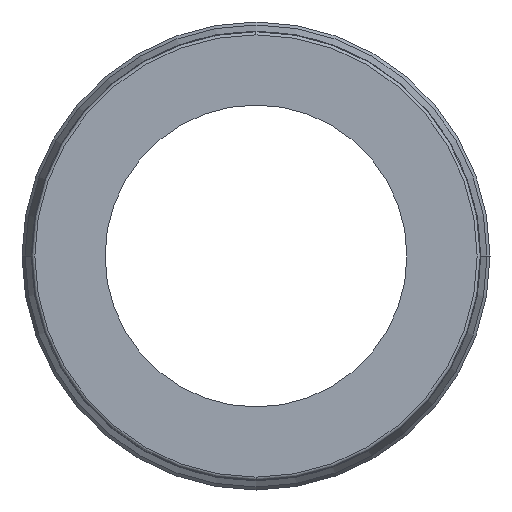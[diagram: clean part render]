
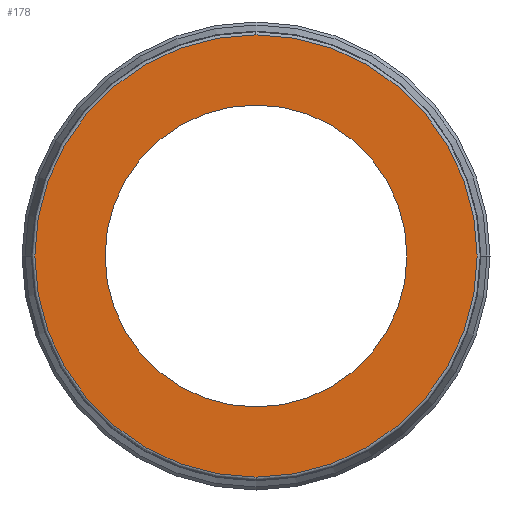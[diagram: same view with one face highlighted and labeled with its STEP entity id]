
A CAD part, front view. The second image highlights one B-rep face of the part: STEP entity #178.
In plain terms, the highlighted planar face has unit normal (0, -1, 0).
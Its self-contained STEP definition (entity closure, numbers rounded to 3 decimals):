
#178=ADVANCED_FACE('',(#454,#455),#456,.T.);
#454=FACE_BOUND('',#732,.T.);
#455=FACE_OUTER_BOUND('',#733,.T.);
#456=PLANE('',#734);
#732=EDGE_LOOP('',(#1843,#1844));
#733=EDGE_LOOP('',(#1845,#1846,#1847));
#734=AXIS2_PLACEMENT_3D('',#1848,#1849,#1850);
#1843=ORIENTED_EDGE('',*,*,#2082,.T.);
#1844=ORIENTED_EDGE('',*,*,#2081,.T.);
#1845=ORIENTED_EDGE('',*,*,#1861,.F.);
#1846=ORIENTED_EDGE('',*,*,#1860,.F.);
#1847=ORIENTED_EDGE('',*,*,#2218,.F.);
#1848=CARTESIAN_POINT('',(3.663,0.,0.0));
#1849=DIRECTION('',(0.,-1.0,-0.0));
#1850=DIRECTION('',(-1.0,0.,0.0));
#1860=EDGE_CURVE('',#2219,#2222,#2223,.T.);
#1861=EDGE_CURVE('',#2222,#2224,#2225,.T.);
#2081=EDGE_CURVE('',#2627,#2631,#2633,.T.);
#2082=EDGE_CURVE('',#2631,#2627,#2634,.T.);
#2218=EDGE_CURVE('',#2224,#2219,#2814,.T.);
#2219=VERTEX_POINT('',#2815);
#2222=VERTEX_POINT('',#2818);
#2223=CIRCLE('',#2819,7.325);
#2224=VERTEX_POINT('',#2820);
#2225=CIRCLE('',#2821,7.325);
#2627=VERTEX_POINT('',#3415);
#2631=VERTEX_POINT('',#3420);
#2633=CIRCLE('',#3423,5.0);
#2634=CIRCLE('',#3424,5.0);
#2814=CIRCLE('',#4090,7.325);
#2815=CARTESIAN_POINT('',(0.,0.,7.325));
#2818=CARTESIAN_POINT('',(7.325,0.,0.0));
#2819=AXIS2_PLACEMENT_3D('',#4094,#4095,#4096);
#2820=CARTESIAN_POINT('',(0.,0.,-7.325));
#2821=AXIS2_PLACEMENT_3D('',#4097,#4098,#4099);
#3415=CARTESIAN_POINT('',(5.0,0.,0.));
#3420=CARTESIAN_POINT('',(-5.0,0.0,0.));
#3423=AXIS2_PLACEMENT_3D('',#4577,#4578,#4579);
#3424=AXIS2_PLACEMENT_3D('',#4580,#4581,#4582);
#4090=AXIS2_PLACEMENT_3D('',#4832,#4833,#4834);
#4094=CARTESIAN_POINT('',(0.0,0.,0.0));
#4095=DIRECTION('',(-0.0,1.0,0.0));
#4096=DIRECTION('',(1.0,0.0,0.0));
#4097=CARTESIAN_POINT('',(0.0,0.,0.0));
#4098=DIRECTION('',(-0.0,1.0,0.0));
#4099=DIRECTION('',(1.0,0.0,0.0));
#4577=CARTESIAN_POINT('',(0.0,0.0,0.0));
#4578=DIRECTION('',(0.,1.0,0.0));
#4579=DIRECTION('',(1.0,0.,0.0));
#4580=CARTESIAN_POINT('',(0.0,0.0,0.0));
#4581=DIRECTION('',(0.,1.0,0.0));
#4582=DIRECTION('',(1.0,0.,0.0));
#4832=CARTESIAN_POINT('',(0.0,0.,0.0));
#4833=DIRECTION('',(-0.0,1.0,0.0));
#4834=DIRECTION('',(1.0,0.0,0.0));
